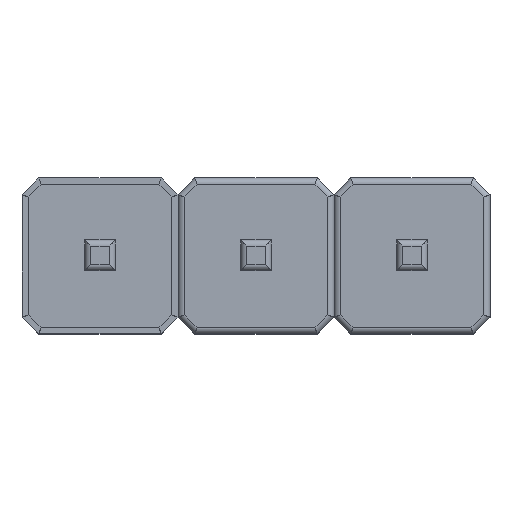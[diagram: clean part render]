
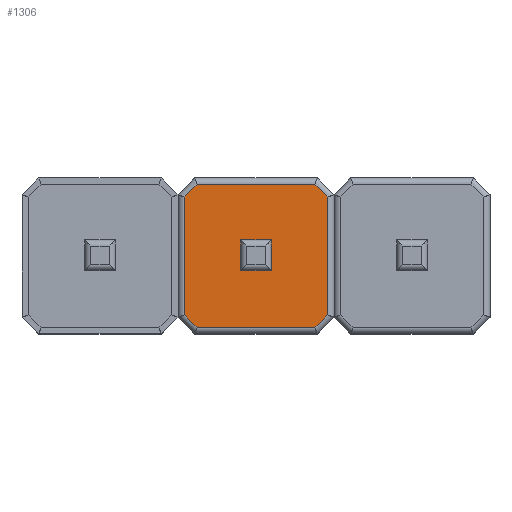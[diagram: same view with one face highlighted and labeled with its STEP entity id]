
A CAD part, top view. The second image highlights one B-rep face of the part: STEP entity #1306.
In plain terms, the highlighted planar face has unit normal (0, 0, 1).
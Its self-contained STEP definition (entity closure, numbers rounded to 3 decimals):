
#1094 = VERTEX_POINT('',#1095);
#1095 = CARTESIAN_POINT('',(1.37,0.959,2.));
#1102 = EDGE_CURVE('',#1094,#1103,#1105,.T.);
#1103 = VERTEX_POINT('',#1104);
#1104 = CARTESIAN_POINT('',(1.581,1.17,2.));
#1105 = LINE('',#1106,#1107);
#1106 = CARTESIAN_POINT('',(1.341,0.929,2.));
#1107 = VECTOR('',#1108,1.);
#1108 = DIRECTION('',(0.707,0.707,0.));
#1213 = VERTEX_POINT('',#1214);
#1214 = CARTESIAN_POINT('',(1.37,-0.959,2.));
#1221 = EDGE_CURVE('',#1213,#1094,#1222,.T.);
#1222 = LINE('',#1223,#1224);
#1223 = CARTESIAN_POINT('',(1.37,-1.,2.));
#1224 = VECTOR('',#1225,1.);
#1225 = DIRECTION('',(0.,1.,0.));
#1306 = ADVANCED_FACE('',(#1307),#1357,.F.);
#1307 = FACE_BOUND('',#1308,.F.);
#1308 = EDGE_LOOP('',(#1309,#1310,#1318,#1326,#1334,#1342,#1350,#1356));
#1309 = ORIENTED_EDGE('',*,*,#1102,.T.);
#1310 = ORIENTED_EDGE('',*,*,#1311,.T.);
#1311 = EDGE_CURVE('',#1103,#1312,#1314,.T.);
#1312 = VERTEX_POINT('',#1313);
#1313 = CARTESIAN_POINT('',(3.499,1.17,2.));
#1314 = LINE('',#1315,#1316);
#1315 = CARTESIAN_POINT('',(1.54,1.17,2.));
#1316 = VECTOR('',#1317,1.);
#1317 = DIRECTION('',(1.,0.,0.));
#1318 = ORIENTED_EDGE('',*,*,#1319,.T.);
#1319 = EDGE_CURVE('',#1312,#1320,#1322,.T.);
#1320 = VERTEX_POINT('',#1321);
#1321 = CARTESIAN_POINT('',(3.71,0.959,2.));
#1322 = LINE('',#1323,#1324);
#1323 = CARTESIAN_POINT('',(3.469,1.199,2.));
#1324 = VECTOR('',#1325,1.);
#1325 = DIRECTION('',(0.707,-0.707,0.));
#1326 = ORIENTED_EDGE('',*,*,#1327,.T.);
#1327 = EDGE_CURVE('',#1320,#1328,#1330,.T.);
#1328 = VERTEX_POINT('',#1329);
#1329 = CARTESIAN_POINT('',(3.71,-0.959,2.));
#1330 = LINE('',#1331,#1332);
#1331 = CARTESIAN_POINT('',(3.71,1.,2.));
#1332 = VECTOR('',#1333,1.);
#1333 = DIRECTION('',(0.,-1.,0.));
#1334 = ORIENTED_EDGE('',*,*,#1335,.T.);
#1335 = EDGE_CURVE('',#1328,#1336,#1338,.T.);
#1336 = VERTEX_POINT('',#1337);
#1337 = CARTESIAN_POINT('',(3.499,-1.17,2.));
#1338 = LINE('',#1339,#1340);
#1339 = CARTESIAN_POINT('',(3.739,-0.929,2.));
#1340 = VECTOR('',#1341,1.);
#1341 = DIRECTION('',(-0.707,-0.707,0.));
#1342 = ORIENTED_EDGE('',*,*,#1343,.T.);
#1343 = EDGE_CURVE('',#1336,#1344,#1346,.T.);
#1344 = VERTEX_POINT('',#1345);
#1345 = CARTESIAN_POINT('',(1.581,-1.17,2.));
#1346 = LINE('',#1347,#1348);
#1347 = CARTESIAN_POINT('',(3.54,-1.17,2.));
#1348 = VECTOR('',#1349,1.);
#1349 = DIRECTION('',(-1.,0.,0.));
#1350 = ORIENTED_EDGE('',*,*,#1351,.T.);
#1351 = EDGE_CURVE('',#1344,#1213,#1352,.T.);
#1352 = LINE('',#1353,#1354);
#1353 = CARTESIAN_POINT('',(1.611,-1.199,2.));
#1354 = VECTOR('',#1355,1.);
#1355 = DIRECTION('',(-0.707,0.707,0.));
#1356 = ORIENTED_EDGE('',*,*,#1221,.T.);
#1357 = PLANE('',#1358);
#1358 = AXIS2_PLACEMENT_3D('',#1359,#1360,#1361);
#1359 = CARTESIAN_POINT('',(2.54,0.,2.));
#1360 = DIRECTION('',(-0.,-0.,-1.));
#1361 = DIRECTION('',(-1.,0.,0.));
